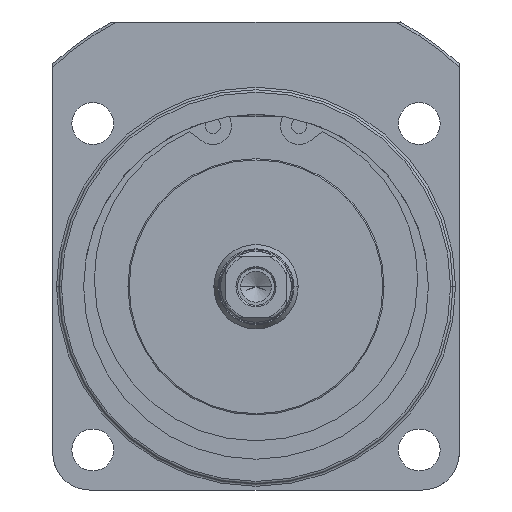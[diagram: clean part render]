
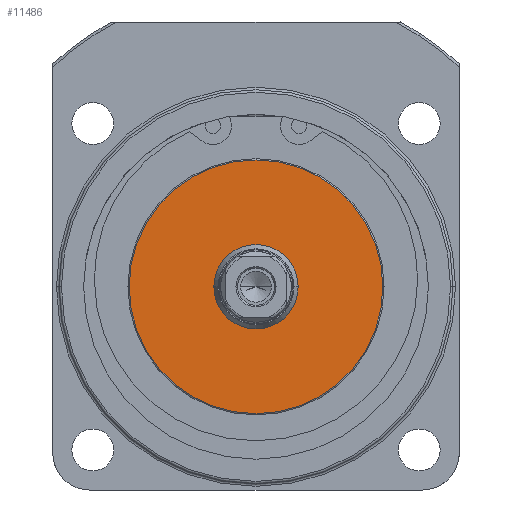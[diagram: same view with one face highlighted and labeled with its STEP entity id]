
A CAD part, front view. The second image highlights one B-rep face of the part: STEP entity #11486.
In plain terms, the highlighted planar face has unit normal (0, -1, 0).
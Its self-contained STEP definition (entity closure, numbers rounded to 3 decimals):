
#625 = ORIENTED_EDGE ( 'NONE', *, *, #11169, .F. ) ;
#631 = ORIENTED_EDGE ( 'NONE', *, *, #11167, .T. ) ;
#647 = ORIENTED_EDGE ( 'NONE', *, *, #7098, .F. ) ;
#733 = ORIENTED_EDGE ( 'NONE', *, *, #7106, .T. ) ;
#2461 = VERTEX_POINT ( 'NONE', #9492 ) ;
#2474 = VERTEX_POINT ( 'NONE', #9505 ) ;
#2494 = VERTEX_POINT ( 'NONE', #9525 ) ;
#2497 = VERTEX_POINT ( 'NONE', #9528 ) ;
#2908 = FACE_OUTER_BOUND ( 'NONE', #4249, .T. ) ;
#2911 = FACE_BOUND ( 'NONE', #4227, .T. ) ;
#2913 = AXIS2_PLACEMENT_3D ( 'NONE', #8938, #8939, #8940 ) ;
#4227 = EDGE_LOOP ( 'NONE', ( #625, #647 ) ) ;
#4249 = EDGE_LOOP ( 'NONE', ( #733, #631 ) ) ;
#4720 = CARTESIAN_POINT ( 'NONE',  ( 0., -113.2, 0. ) ) ;
#4724 = DIRECTION ( 'NONE',  ( 0., -1., 0. ) ) ;
#4725 = DIRECTION ( 'NONE',  ( 1., 0., 0. ) ) ;
#4747 = CARTESIAN_POINT ( 'NONE',  ( 0., -113.2, 0. ) ) ;
#4748 = DIRECTION ( 'NONE',  ( 0., -1., 0. ) ) ;
#4749 = DIRECTION ( 'NONE',  ( 1., 0., 0. ) ) ;
#5298 = AXIS2_PLACEMENT_3D ( 'NONE', #4720, #4724, #4725 ) ;
#5306 = AXIS2_PLACEMENT_3D ( 'NONE', #4747, #4748, #4749 ) ;
#5546 = AXIS2_PLACEMENT_3D ( 'NONE', #8187, #8191, #8192 ) ;
#5548 = AXIS2_PLACEMENT_3D ( 'NONE', #8196, #8197, #8198 ) ;
#7098 = EDGE_CURVE ( 'NONE', #2494, #2497, #7418, .T. ) ;
#7106 = EDGE_CURVE ( 'NONE', #2474, #2461, #7423, .T. ) ;
#7418 = CIRCLE ( 'NONE', #5298, 6.85 ) ;
#7423 = CIRCLE ( 'NONE', #5306, 20.6 ) ;
#7562 = CIRCLE ( 'NONE', #5546, 20.6 ) ;
#7564 = CIRCLE ( 'NONE', #5548, 6.85 ) ;
#8187 = CARTESIAN_POINT ( 'NONE',  ( 0., -113.2, 0. ) ) ;
#8191 = DIRECTION ( 'NONE',  ( 0., -1., 0. ) ) ;
#8192 = DIRECTION ( 'NONE',  ( 1., 0., 0. ) ) ;
#8196 = CARTESIAN_POINT ( 'NONE',  ( 0., -113.2, 0. ) ) ;
#8197 = DIRECTION ( 'NONE',  ( 0., -1., 0. ) ) ;
#8198 = DIRECTION ( 'NONE',  ( 1., 0., 0. ) ) ;
#8937 = PLANE ( 'NONE',  #2913 ) ;
#8938 = CARTESIAN_POINT ( 'NONE',  ( -20.6, -113.2, 0. ) ) ;
#8939 = DIRECTION ( 'NONE',  ( 0., 1., 0. ) ) ;
#8940 = DIRECTION ( 'NONE',  ( -1., 0., 0. ) ) ;
#9492 = CARTESIAN_POINT ( 'NONE',  ( -20.6, -113.2, 0. ) ) ;
#9505 = CARTESIAN_POINT ( 'NONE',  ( 20.6, -113.2, 0. ) ) ;
#9525 = CARTESIAN_POINT ( 'NONE',  ( -6.85, -113.2, 0. ) ) ;
#9528 = CARTESIAN_POINT ( 'NONE',  ( 6.85, -113.2, 0. ) ) ;
#11167 = EDGE_CURVE ( 'NONE', #2461, #2474, #7562, .T. ) ;
#11169 = EDGE_CURVE ( 'NONE', #2497, #2494, #7564, .T. ) ;
#11486 = ADVANCED_FACE ( 'NONE', ( #2908, #2911 ), #8937, .F. ) ;
